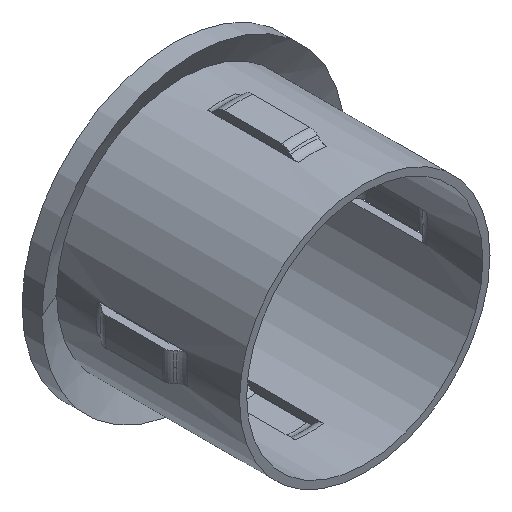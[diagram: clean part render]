
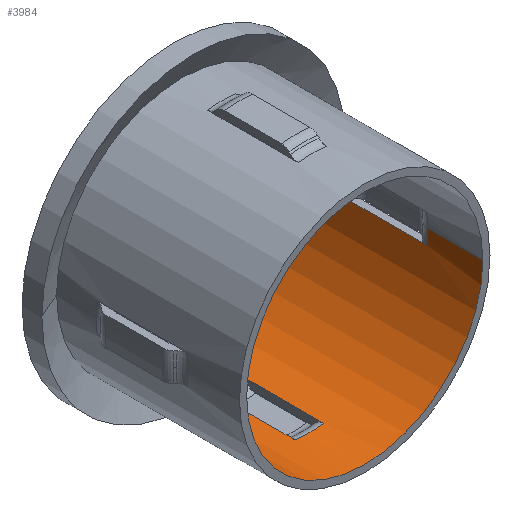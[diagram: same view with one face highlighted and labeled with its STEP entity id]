
A CAD part, isometric view. The second image highlights one B-rep face of the part: STEP entity #3984.
In plain terms, the highlighted cylindrical face has radius 16.5 mm (diameter 33 mm), a partial arc.
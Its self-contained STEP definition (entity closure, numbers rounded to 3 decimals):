
#72 = CARTESIAN_POINT ( 'NONE',  ( 0., 28.9, 0. ) ) ;
#197 = AXIS2_PLACEMENT_3D ( 'NONE', #10783, #1789, #4340 ) ;
#266 = CARTESIAN_POINT ( 'NONE',  ( 2., 20., -16.378 ) ) ;
#303 = FACE_OUTER_BOUND ( 'NONE', #8096, .T. ) ;
#686 = VERTEX_POINT ( 'NONE', #15449 ) ;
#719 = VERTEX_POINT ( 'NONE', #3133 ) ;
#1231 = EDGE_CURVE ( 'NONE', #1952, #8600, #1544, .T. ) ;
#1233 = ORIENTED_EDGE ( 'NONE', *, *, #1231, .T. ) ;
#1544 = CIRCLE ( 'NONE', #12128, 16.5 ) ;
#1772 = CARTESIAN_POINT ( 'NONE',  ( -16.5, 28.9, 0. ) ) ;
#1789 = DIRECTION ( 'NONE',  ( 0., -1., 0. ) ) ;
#1817 = DIRECTION ( 'NONE',  ( 0., -1., 0. ) ) ;
#1887 = VERTEX_POINT ( 'NONE', #7903 ) ;
#1952 = VERTEX_POINT ( 'NONE', #11527 ) ;
#2110 = AXIS2_PLACEMENT_3D ( 'NONE', #11566, #4043, #3932 ) ;
#2453 = DIRECTION ( 'NONE',  ( 1., 0., 0. ) ) ;
#2569 = DIRECTION ( 'NONE',  ( 0., -1., 0. ) ) ;
#2598 = AXIS2_PLACEMENT_3D ( 'NONE', #14610, #7111, #15906 ) ;
#2686 = CIRCLE ( 'NONE', #2110, 16.5 ) ;
#2809 = DIRECTION ( 'NONE',  ( 0., -1., 0. ) ) ;
#2910 = ORIENTED_EDGE ( 'NONE', *, *, #14061, .T. ) ;
#3004 = CIRCLE ( 'NONE', #3367, 16.5 ) ;
#3133 = CARTESIAN_POINT ( 'NONE',  ( 16.5, 0., 0. ) ) ;
#3367 = AXIS2_PLACEMENT_3D ( 'NONE', #6449, #4017, #7800 ) ;
#3600 = CARTESIAN_POINT ( 'NONE',  ( 16.5, 25.942, 0. ) ) ;
#3754 = CIRCLE ( 'NONE', #12693, 16.5 ) ;
#3819 = DIRECTION ( 'NONE',  ( 0., -1., 0. ) ) ;
#3932 = DIRECTION ( 'NONE',  ( 1., 0., 0. ) ) ;
#3984 = ADVANCED_FACE ( 'NONE', ( #16278, #303 ), #12907, .F. ) ;
#4017 = DIRECTION ( 'NONE',  ( 0., -1., 0. ) ) ;
#4043 = DIRECTION ( 'NONE',  ( 0., -1., 0. ) ) ;
#4262 = ORIENTED_EDGE ( 'NONE', *, *, #10414, .T. ) ;
#4305 = CARTESIAN_POINT ( 'NONE',  ( -16.378, 20., -2. ) ) ;
#4340 = DIRECTION ( 'NONE',  ( 1., 0., 0. ) ) ;
#4477 = CIRCLE ( 'NONE', #197, 16.5 ) ;
#4737 = DIRECTION ( 'NONE',  ( 0., -1., 0. ) ) ;
#4763 = VECTOR ( 'NONE', #10435, 1000. ) ;
#4913 = VECTOR ( 'NONE', #6196, 1000. ) ;
#5148 = ORIENTED_EDGE ( 'NONE', *, *, #12391, .F. ) ;
#5450 = ORIENTED_EDGE ( 'NONE', *, *, #14034, .F. ) ;
#5470 = ORIENTED_EDGE ( 'NONE', *, *, #10979, .T. ) ;
#5784 = DIRECTION ( 'NONE',  ( 0., -1., 0. ) ) ;
#5933 = EDGE_CURVE ( 'NONE', #15783, #13518, #9087, .T. ) ;
#6091 = EDGE_CURVE ( 'NONE', #7512, #12136, #9889, .T. ) ;
#6148 = VECTOR ( 'NONE', #15501, 1000. ) ;
#6196 = DIRECTION ( 'NONE',  ( 0., -1., 0. ) ) ;
#6240 = CARTESIAN_POINT ( 'NONE',  ( -16.5, 19.586, 0. ) ) ;
#6281 = LINE ( 'NONE', #9251, #15297 ) ;
#6340 = DIRECTION ( 'NONE',  ( 0., -1., 0. ) ) ;
#6410 = CARTESIAN_POINT ( 'NONE',  ( -16.5, 25.942, 0. ) ) ;
#6449 = CARTESIAN_POINT ( 'NONE',  ( 0., 7.729, 0. ) ) ;
#6711 = ORIENTED_EDGE ( 'NONE', *, *, #11530, .F. ) ;
#6824 = AXIS2_PLACEMENT_3D ( 'NONE', #72, #6340, #2453 ) ;
#6989 = ORIENTED_EDGE ( 'NONE', *, *, #10236, .F. ) ;
#7111 = DIRECTION ( 'NONE',  ( 0., -1., 0. ) ) ;
#7512 = VERTEX_POINT ( 'NONE', #12223 ) ;
#7573 = EDGE_CURVE ( 'NONE', #1887, #15020, #3754, .T. ) ;
#7636 = VECTOR ( 'NONE', #2569, 1000. ) ;
#7655 = LINE ( 'NONE', #11832, #11207 ) ;
#7726 = VERTEX_POINT ( 'NONE', #10255 ) ;
#7800 = DIRECTION ( 'NONE',  ( 1., 0., 0. ) ) ;
#7903 = CARTESIAN_POINT ( 'NONE',  ( -2., 7.729, -16.378 ) ) ;
#8069 = CARTESIAN_POINT ( 'NONE',  ( -16.5, 7.729, 0. ) ) ;
#8096 = EDGE_LOOP ( 'NONE', ( #6989, #15198, #2910, #15157, #5450, #15776, #13431, #15914, #14230, #9787, #4262, #5148 ) ) ;
#8213 = CARTESIAN_POINT ( 'NONE',  ( 0., 19.586, 0. ) ) ;
#8261 = CARTESIAN_POINT ( 'NONE',  ( 16.378, 20., -2. ) ) ;
#8303 = VERTEX_POINT ( 'NONE', #6410 ) ;
#8545 = CIRCLE ( 'NONE', #8633, 16.5 ) ;
#8600 = VERTEX_POINT ( 'NONE', #12317 ) ;
#8633 = AXIS2_PLACEMENT_3D ( 'NONE', #14747, #5784, #10997 ) ;
#8894 = VECTOR ( 'NONE', #12153, 1000. ) ;
#9016 = LINE ( 'NONE', #9936, #4913 ) ;
#9081 = AXIS2_PLACEMENT_3D ( 'NONE', #15345, #2809, #13900 ) ;
#9087 = LINE ( 'NONE', #4305, #6148 ) ;
#9251 = CARTESIAN_POINT ( 'NONE',  ( 16.5, 28.9, 0. ) ) ;
#9645 = CARTESIAN_POINT ( 'NONE',  ( -16.378, 7.729, -2. ) ) ;
#9737 = CIRCLE ( 'NONE', #2598, 16.5 ) ;
#9787 = ORIENTED_EDGE ( 'NONE', *, *, #6091, .F. ) ;
#9889 = LINE ( 'NONE', #8261, #8894 ) ;
#9936 = CARTESIAN_POINT ( 'NONE',  ( -16.5, 28.9, 0. ) ) ;
#10171 = VERTEX_POINT ( 'NONE', #8069 ) ;
#10236 = EDGE_CURVE ( 'NONE', #8303, #11918, #8545, .T. ) ;
#10255 = CARTESIAN_POINT ( 'NONE',  ( 16.5, 7.729, 0. ) ) ;
#10414 = EDGE_CURVE ( 'NONE', #7512, #686, #9737, .T. ) ;
#10435 = DIRECTION ( 'NONE',  ( 0., -1., 0. ) ) ;
#10532 = CARTESIAN_POINT ( 'NONE',  ( 16.378, 7.729, -2. ) ) ;
#10549 = EDGE_CURVE ( 'NONE', #12136, #7726, #3004, .T. ) ;
#10783 = CARTESIAN_POINT ( 'NONE',  ( 0., 0., 0. ) ) ;
#10979 = EDGE_CURVE ( 'NONE', #8600, #15020, #12774, .T. ) ;
#10997 = DIRECTION ( 'NONE',  ( 1., 0., 0. ) ) ;
#11046 = CARTESIAN_POINT ( 'NONE',  ( -16.5, 0., 0. ) ) ;
#11173 = CIRCLE ( 'NONE', #9081, 16.5 ) ;
#11207 = VECTOR ( 'NONE', #11937, 1000. ) ;
#11527 = CARTESIAN_POINT ( 'NONE',  ( -2., 19.586, -16.378 ) ) ;
#11530 = EDGE_CURVE ( 'NONE', #1952, #1887, #7655, .T. ) ;
#11566 = CARTESIAN_POINT ( 'NONE',  ( 0., 19.586, 0. ) ) ;
#11600 = DIRECTION ( 'NONE',  ( 0., -1., 0. ) ) ;
#11798 = EDGE_CURVE ( 'NONE', #8303, #12404, #12188, .T. ) ;
#11832 = CARTESIAN_POINT ( 'NONE',  ( -2., 20., -16.378 ) ) ;
#11918 = VERTEX_POINT ( 'NONE', #3600 ) ;
#11937 = DIRECTION ( 'NONE',  ( 0., -1., 0. ) ) ;
#12110 = DIRECTION ( 'NONE',  ( 1., 0., 0. ) ) ;
#12128 = AXIS2_PLACEMENT_3D ( 'NONE', #8213, #1817, #12110 ) ;
#12136 = VERTEX_POINT ( 'NONE', #10532 ) ;
#12153 = DIRECTION ( 'NONE',  ( 0., -1., 0. ) ) ;
#12188 = LINE ( 'NONE', #1772, #14731 ) ;
#12223 = CARTESIAN_POINT ( 'NONE',  ( 16.378, 19.586, -2. ) ) ;
#12317 = CARTESIAN_POINT ( 'NONE',  ( 2., 19.586, -16.378 ) ) ;
#12391 = EDGE_CURVE ( 'NONE', #11918, #686, #15113, .T. ) ;
#12404 = VERTEX_POINT ( 'NONE', #6240 ) ;
#12537 = EDGE_LOOP ( 'NONE', ( #14135, #6711, #1233, #5470 ) ) ;
#12693 = AXIS2_PLACEMENT_3D ( 'NONE', #13785, #3819, #13731 ) ;
#12774 = LINE ( 'NONE', #266, #4763 ) ;
#12907 = CYLINDRICAL_SURFACE ( 'NONE', #6824, 16.5 ) ;
#13139 = EDGE_CURVE ( 'NONE', #10171, #16272, #9016, .T. ) ;
#13244 = EDGE_CURVE ( 'NONE', #7726, #719, #6281, .T. ) ;
#13431 = ORIENTED_EDGE ( 'NONE', *, *, #14532, .T. ) ;
#13518 = VERTEX_POINT ( 'NONE', #9645 ) ;
#13726 = CARTESIAN_POINT ( 'NONE',  ( 16.5, 28.9, 0. ) ) ;
#13731 = DIRECTION ( 'NONE',  ( 1., 0., 0. ) ) ;
#13785 = CARTESIAN_POINT ( 'NONE',  ( 0., 7.729, 0. ) ) ;
#13900 = DIRECTION ( 'NONE',  ( 1., 0., 0. ) ) ;
#14034 = EDGE_CURVE ( 'NONE', #10171, #13518, #11173, .T. ) ;
#14054 = CARTESIAN_POINT ( 'NONE',  ( 2., 7.729, -16.378 ) ) ;
#14061 = EDGE_CURVE ( 'NONE', #12404, #15783, #2686, .T. ) ;
#14135 = ORIENTED_EDGE ( 'NONE', *, *, #7573, .F. ) ;
#14230 = ORIENTED_EDGE ( 'NONE', *, *, #10549, .F. ) ;
#14532 = EDGE_CURVE ( 'NONE', #16272, #719, #4477, .T. ) ;
#14610 = CARTESIAN_POINT ( 'NONE',  ( 0., 19.586, 0. ) ) ;
#14731 = VECTOR ( 'NONE', #4737, 1000. ) ;
#14747 = CARTESIAN_POINT ( 'NONE',  ( 0., 25.942, 0. ) ) ;
#15020 = VERTEX_POINT ( 'NONE', #14054 ) ;
#15113 = LINE ( 'NONE', #13726, #7636 ) ;
#15157 = ORIENTED_EDGE ( 'NONE', *, *, #5933, .T. ) ;
#15198 = ORIENTED_EDGE ( 'NONE', *, *, #11798, .T. ) ;
#15204 = CARTESIAN_POINT ( 'NONE',  ( -16.378, 19.586, -2. ) ) ;
#15297 = VECTOR ( 'NONE', #11600, 1000. ) ;
#15345 = CARTESIAN_POINT ( 'NONE',  ( 0., 7.729, 0. ) ) ;
#15449 = CARTESIAN_POINT ( 'NONE',  ( 16.5, 19.586, 0. ) ) ;
#15501 = DIRECTION ( 'NONE',  ( 0., -1., 0. ) ) ;
#15776 = ORIENTED_EDGE ( 'NONE', *, *, #13139, .T. ) ;
#15783 = VERTEX_POINT ( 'NONE', #15204 ) ;
#15906 = DIRECTION ( 'NONE',  ( 1., 0., 0. ) ) ;
#15914 = ORIENTED_EDGE ( 'NONE', *, *, #13244, .F. ) ;
#16272 = VERTEX_POINT ( 'NONE', #11046 ) ;
#16278 = FACE_BOUND ( 'NONE', #12537, .T. ) ;
